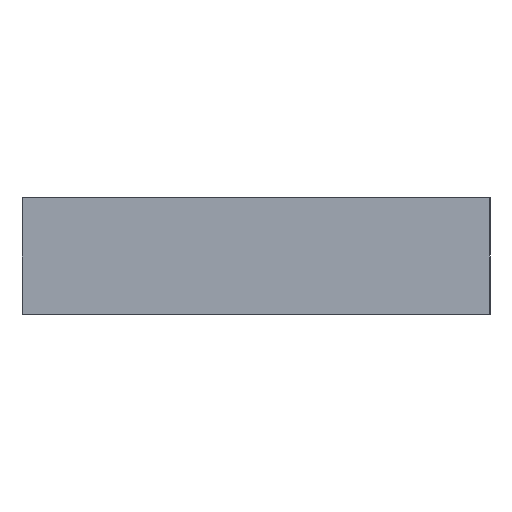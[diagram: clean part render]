
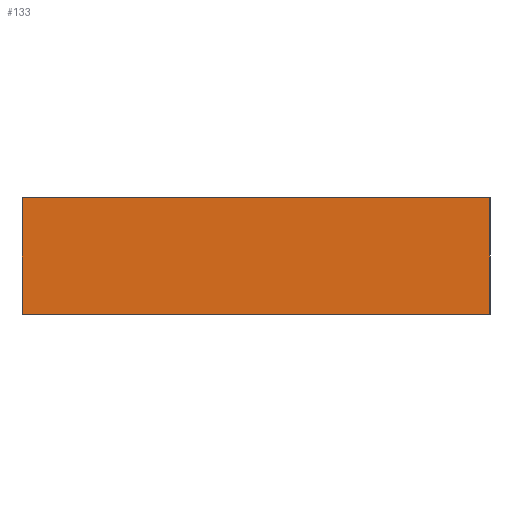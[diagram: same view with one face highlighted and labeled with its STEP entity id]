
A CAD part, left-side view. The second image highlights one B-rep face of the part: STEP entity #133.
In plain terms, the highlighted planar face has unit normal (-1, 0, 0).
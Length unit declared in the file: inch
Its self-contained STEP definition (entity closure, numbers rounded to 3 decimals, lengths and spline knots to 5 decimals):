
#26 = DIRECTION ( 'NONE',  ( 0., 0., -1. ) ) ;
#47 = ORIENTED_EDGE ( 'NONE', *, *, #288, .T. ) ;
#56 = VECTOR ( 'NONE', #26, 39.37008 ) ;
#62 = LINE ( 'NONE', #216, #464 ) ;
#108 = PLANE ( 'NONE',  #156 ) ;
#133 = ADVANCED_FACE ( 'NONE', ( #430 ), #108, .T. ) ;
#156 = AXIS2_PLACEMENT_3D ( 'NONE', #256, #228, #264 ) ;
#181 = VERTEX_POINT ( 'NONE', #296 ) ;
#198 = VERTEX_POINT ( 'NONE', #271 ) ;
#204 = DIRECTION ( 'NONE',  ( 0., -1., 0. ) ) ;
#209 = EDGE_LOOP ( 'NONE', ( #368, #290, #297, #47 ) ) ;
#210 = DIRECTION ( 'NONE',  ( 0., -1., 0. ) ) ;
#216 = CARTESIAN_POINT ( 'NONE',  ( -8.625, 0.725, -0.75 ) ) ;
#228 = DIRECTION ( 'NONE',  ( -1., 0., 0. ) ) ;
#237 = LINE ( 'NONE', #346, #56 ) ;
#247 = VERTEX_POINT ( 'NONE', #278 ) ;
#253 = LINE ( 'NONE', #392, #321 ) ;
#256 = CARTESIAN_POINT ( 'NONE',  ( -8.625, 0.725, -0.75 ) ) ;
#264 = DIRECTION ( 'NONE',  ( 0., 0., -1. ) ) ;
#271 = CARTESIAN_POINT ( 'NONE',  ( -8.625, 0.725, -1.25 ) ) ;
#278 = CARTESIAN_POINT ( 'NONE',  ( -8.625, 0.725, -0.75 ) ) ;
#279 = EDGE_CURVE ( 'NONE', #181, #336, #237, .T. ) ;
#280 = DIRECTION ( 'NONE',  ( 0., 0., -1. ) ) ;
#288 = EDGE_CURVE ( 'NONE', #247, #198, #453, .T. ) ;
#290 = ORIENTED_EDGE ( 'NONE', *, *, #279, .F. ) ;
#296 = CARTESIAN_POINT ( 'NONE',  ( -8.625, -1.275, -0.75 ) ) ;
#297 = ORIENTED_EDGE ( 'NONE', *, *, #391, .F. ) ;
#307 = EDGE_CURVE ( 'NONE', #198, #336, #253, .T. ) ;
#321 = VECTOR ( 'NONE', #204, 39.37008 ) ;
#336 = VERTEX_POINT ( 'NONE', #418 ) ;
#346 = CARTESIAN_POINT ( 'NONE',  ( -8.625, -1.275, -0.75 ) ) ;
#368 = ORIENTED_EDGE ( 'NONE', *, *, #307, .T. ) ;
#391 = EDGE_CURVE ( 'NONE', #247, #181, #62, .T. ) ;
#392 = CARTESIAN_POINT ( 'NONE',  ( -8.625, 0.725, -1.25 ) ) ;
#418 = CARTESIAN_POINT ( 'NONE',  ( -8.625, -1.275, -1.25 ) ) ;
#422 = CARTESIAN_POINT ( 'NONE',  ( -8.625, 0.725, -0.75 ) ) ;
#430 = FACE_OUTER_BOUND ( 'NONE', #209, .T. ) ;
#444 = VECTOR ( 'NONE', #280, 39.37008 ) ;
#453 = LINE ( 'NONE', #422, #444 ) ;
#464 = VECTOR ( 'NONE', #210, 39.37008 ) ;
